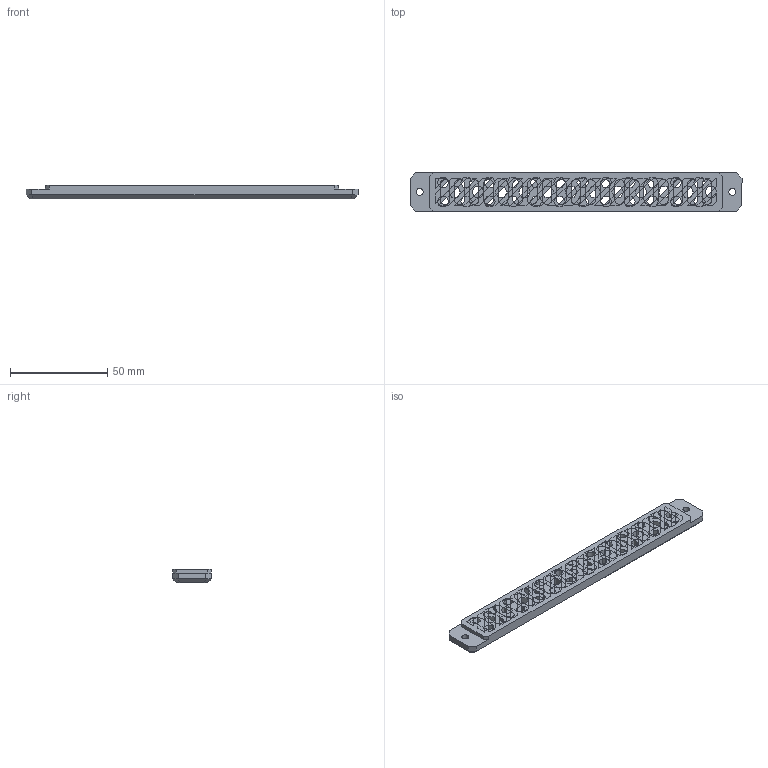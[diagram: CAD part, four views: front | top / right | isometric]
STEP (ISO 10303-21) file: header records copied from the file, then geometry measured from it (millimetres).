
FILE_DESCRIPTION(/* description */ (''),/* implementation_level */ '2;1');
FILE_NAME(/* name */ 'Front Panel - Vent Only.step',/* time_stamp */ '2022-08-15T21:59:30-05:00',/* author */ (''),/* organization */ (''),/* preprocessor_version */ 'ST-DEVELOPER v19',/* originating_system */ 'Autodesk Translation Framework v11.7.0.108',/* authorisation */ '');
FILE_SCHEMA (('AUTOMOTIVE_DESIGN { 1 0 10303 214 3 1 1 }'));
Length unit declared in the file: millimetre
Products named in the file (4): Vent Only; Vent Only Slots; Vent Only Slats; Vent Only Hexagons
Assembly tree (3 placements, depth 2):
  Vent Only
    Vent Only Slots
    Vent Only Slats
    Vent Only Hexagons
Bounding box: 170.99 x 20 x 7 mm (x, y, z)
Surface area: 35698.7 mm2
Topology: 3 solids, 3 shells, 456 faces, 1326 edges, 876 vertices
Faces by surface type: plane 412, cylinder 44
Full cylindrical faces by diameter (mm): 3.6 x6
Entity records: 15227 total; most frequent: CARTESIAN_POINT 2665, ORIENTED_EDGE 2652, DIRECTION 2340, EDGE_CURVE 1326, LINE 1238, VECTOR 1238, VERTEX_POINT 876, EDGE_LOOP 618
